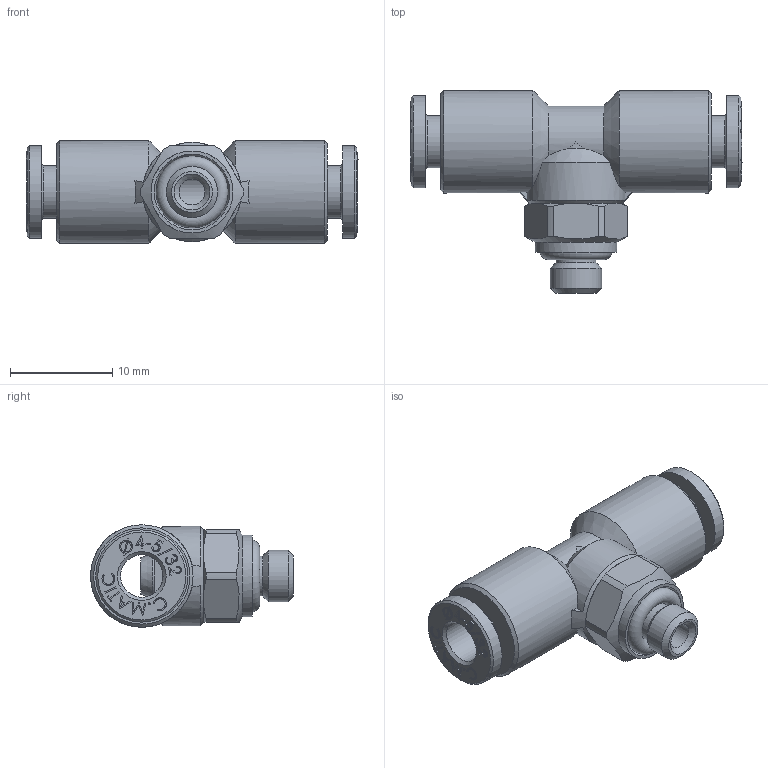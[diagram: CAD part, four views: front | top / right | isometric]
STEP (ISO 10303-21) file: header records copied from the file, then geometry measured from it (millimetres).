
FILE_DESCRIPTION(/* description */ ('STEP AP214'),/* implementation_level */ '2;1');
FILE_NAME(/* name */ 'B0120010',/* time_stamp */ '2023-03-31T09:34:54+02:00',/* author */ ('License CC BY-ND 4.0'),/* organization */ ('CADENAS'),/* preprocessor_version */ 'ST-DEVELOPER v19.3',/* originating_system */ 'PARTsolutions',/* authorisation */ ' ');
FILE_SCHEMA (('AUTOMOTIVE_DESIGN {1 0 10303 214 3 1 1}'));
Length unit declared in the file: metre
Products named in the file (3): B0120010; B0120010_PART2; B0120010_PART1
Assembly tree (2 placements, depth 2):
  B0120010
    B0120010_PART2
    B0120010_PART1
Bounding box: 32.4 x 19.8 x 10 mm (x, y, z)
Volume: 2157.6 mm3; surface area: 2163.5 mm2
Topology: 2 solids, 2 shells, 414 faces, 1086 edges, 718 vertices
Faces by surface type: plane 238, bspline 124, cone 26, cylinder 25, torus 1
Full cylindrical faces by diameter (mm): 2.5 x1, 3.9 x1, 4.15 x1, 4.4 x1, 5 x1, 5.1 x2, 8 x1, 9 x2, 10 x2
Entity records: 21975 total; most frequent: CARTESIAN_POINT 9832, ORIENTED_EDGE 2090, DIRECTION 1430, EDGE_CURVE 1045, VERTEX_POINT 708, LINE 678, VECTOR 678, FACE_BOUND 491
